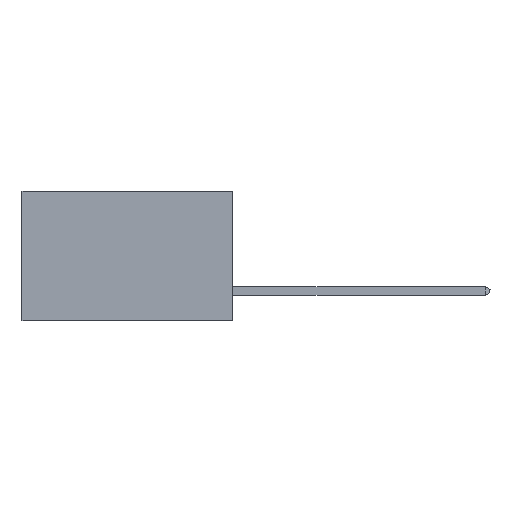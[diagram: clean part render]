
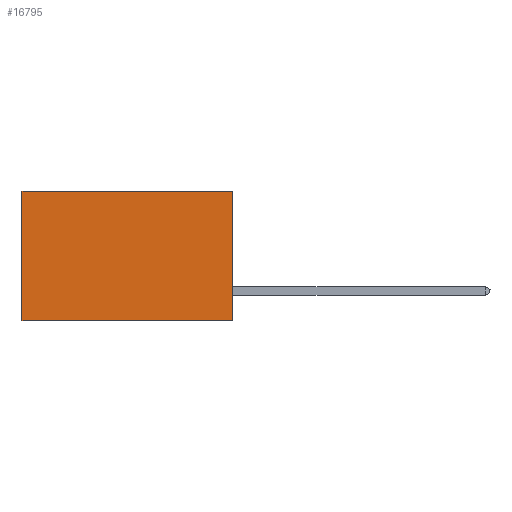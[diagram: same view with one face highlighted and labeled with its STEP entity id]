
A CAD part, left-side view. The second image highlights one B-rep face of the part: STEP entity #16795.
In plain terms, the highlighted planar face has unit normal (-1, 0, 0).
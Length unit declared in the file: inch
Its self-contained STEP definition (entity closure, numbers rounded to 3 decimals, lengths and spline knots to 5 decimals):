
#260 = CARTESIAN_POINT ( 'NONE',  ( 0.2875, 0.6, 0. ) ) ;
#375 = AXIS2_PLACEMENT_3D ( 'NONE', #5923, #5983, #14416 ) ;
#567 = ORIENTED_EDGE ( 'NONE', *, *, #8666, .T. ) ;
#1937 = LINE ( 'NONE', #14426, #14821 ) ;
#2491 = VERTEX_POINT ( 'NONE', #5019 ) ;
#2801 = ORIENTED_EDGE ( 'NONE', *, *, #8773, .F. ) ;
#3301 = CARTESIAN_POINT ( 'NONE',  ( 0.2875, 0., 0. ) ) ;
#3751 = DIRECTION ( 'NONE',  ( 0., 1., 0. ) ) ;
#4424 = VECTOR ( 'NONE', #6716, 39.37008 ) ;
#4619 = PLANE ( 'NONE',  #375 ) ;
#5019 = CARTESIAN_POINT ( 'NONE',  ( 0.2875, 0., -0.37 ) ) ;
#5923 = CARTESIAN_POINT ( 'NONE',  ( 0.2875, 0., 0. ) ) ;
#5983 = DIRECTION ( 'NONE',  ( 1., 0., 0. ) ) ;
#6379 = EDGE_CURVE ( 'NONE', #6584, #2491, #9556, .T. ) ;
#6584 = VERTEX_POINT ( 'NONE', #3301 ) ;
#6716 = DIRECTION ( 'NONE',  ( 0., 0., -1. ) ) ;
#6788 = DIRECTION ( 'NONE',  ( 0., 1., 0. ) ) ;
#8666 = EDGE_CURVE ( 'NONE', #6584, #12780, #11391, .T. ) ;
#8773 = EDGE_CURVE ( 'NONE', #2491, #8836, #12508, .T. ) ;
#8836 = VERTEX_POINT ( 'NONE', #8965 ) ;
#8965 = CARTESIAN_POINT ( 'NONE',  ( 0.2875, 0.6, -0.37 ) ) ;
#9556 = LINE ( 'NONE', #13835, #4424 ) ;
#10992 = ORIENTED_EDGE ( 'NONE', *, *, #6379, .F. ) ;
#11391 = LINE ( 'NONE', #16461, #18027 ) ;
#11932 = EDGE_CURVE ( 'NONE', #12780, #8836, #1937, .T. ) ;
#12508 = LINE ( 'NONE', #18060, #12724 ) ;
#12724 = VECTOR ( 'NONE', #6788, 39.37008 ) ;
#12780 = VERTEX_POINT ( 'NONE', #260 ) ;
#13835 = CARTESIAN_POINT ( 'NONE',  ( 0.2875, 0., 0. ) ) ;
#14416 = DIRECTION ( 'NONE',  ( 0., 0., -1. ) ) ;
#14426 = CARTESIAN_POINT ( 'NONE',  ( 0.2875, 0.6, 0. ) ) ;
#14821 = VECTOR ( 'NONE', #15828, 39.37008 ) ;
#15468 = EDGE_LOOP ( 'NONE', ( #18364, #2801, #10992, #567 ) ) ;
#15828 = DIRECTION ( 'NONE',  ( 0., 0., -1. ) ) ;
#16461 = CARTESIAN_POINT ( 'NONE',  ( 0.2875, 0., 0. ) ) ;
#16795 = ADVANCED_FACE ( 'NONE', ( #17171 ), #4619, .F. ) ;
#17171 = FACE_OUTER_BOUND ( 'NONE', #15468, .T. ) ;
#18027 = VECTOR ( 'NONE', #3751, 39.37008 ) ;
#18060 = CARTESIAN_POINT ( 'NONE',  ( 0.2875, 0., -0.37 ) ) ;
#18364 = ORIENTED_EDGE ( 'NONE', *, *, #11932, .T. ) ;
